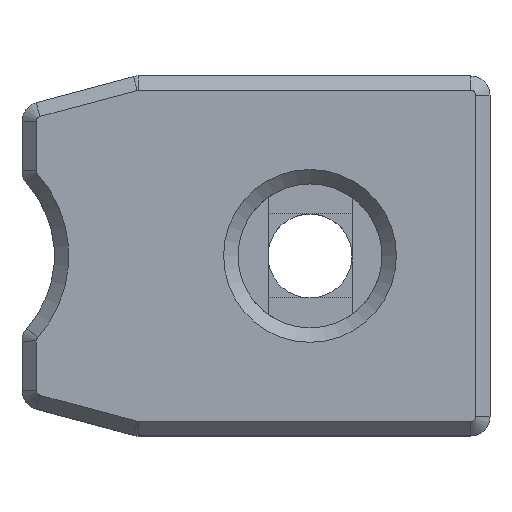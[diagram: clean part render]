
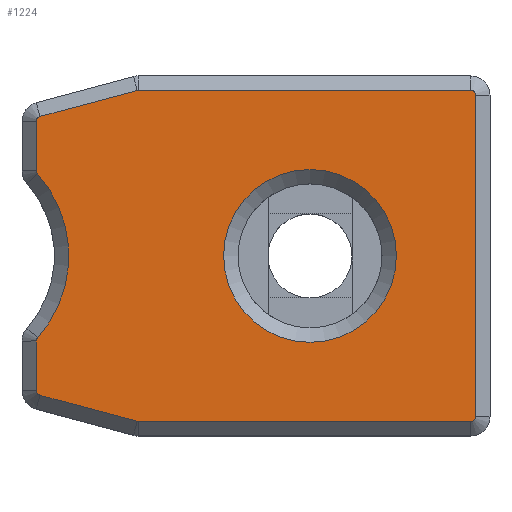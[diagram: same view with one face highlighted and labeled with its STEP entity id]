
A CAD part, top view. The second image highlights one B-rep face of the part: STEP entity #1224.
In plain terms, the highlighted planar face has unit normal (0, 0, 1).
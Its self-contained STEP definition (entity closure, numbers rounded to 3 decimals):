
#40=FACE_BOUND('',#160,.T.);
#45=PLANE('',#1312);
#87=FACE_OUTER_BOUND('',#159,.T.);
#159=EDGE_LOOP('',(#847,#848,#849,#850,#851,#852,#853,#854,#855,#856,#857,
#858,#859,#860,#861,#862));
#160=EDGE_LOOP('',(#863));
#236=LINE('',#1842,#362);
#237=LINE('',#1846,#363);
#238=LINE('',#1850,#364);
#239=LINE('',#1858,#365);
#240=LINE('',#1862,#366);
#241=LINE('',#1866,#367);
#242=LINE('',#1869,#368);
#362=VECTOR('',#1453,10.);
#363=VECTOR('',#1456,10.);
#364=VECTOR('',#1459,10.);
#365=VECTOR('',#1466,10.);
#366=VECTOR('',#1469,10.);
#367=VECTOR('',#1472,10.);
#368=VECTOR('',#1475,10.);
#487=CIRCLE('',#1310,3.6);
#489=CIRCLE('',#1313,0.2);
#490=CIRCLE('',#1314,0.2);
#491=CIRCLE('',#1315,0.2);
#492=CIRCLE('',#1316,0.2);
#493=CIRCLE('',#1317,5.132);
#494=CIRCLE('',#1318,0.2);
#495=CIRCLE('',#1319,0.2);
#496=CIRCLE('',#1320,0.2);
#497=CIRCLE('',#1321,0.2);
#542=VERTEX_POINT('',#1832);
#544=VERTEX_POINT('',#1838);
#545=VERTEX_POINT('',#1839);
#546=VERTEX_POINT('',#1841);
#547=VERTEX_POINT('',#1843);
#548=VERTEX_POINT('',#1845);
#549=VERTEX_POINT('',#1847);
#550=VERTEX_POINT('',#1849);
#551=VERTEX_POINT('',#1851);
#552=VERTEX_POINT('',#1853);
#553=VERTEX_POINT('',#1855);
#554=VERTEX_POINT('',#1857);
#555=VERTEX_POINT('',#1859);
#556=VERTEX_POINT('',#1861);
#557=VERTEX_POINT('',#1863);
#558=VERTEX_POINT('',#1865);
#559=VERTEX_POINT('',#1867);
#658=EDGE_CURVE('',#542,#542,#487,.T.);
#661=EDGE_CURVE('',#544,#545,#489,.T.);
#662=EDGE_CURVE('',#546,#544,#236,.T.);
#663=EDGE_CURVE('',#547,#546,#490,.T.);
#664=EDGE_CURVE('',#548,#547,#237,.T.);
#665=EDGE_CURVE('',#549,#548,#491,.T.);
#666=EDGE_CURVE('',#550,#549,#238,.T.);
#667=EDGE_CURVE('',#551,#550,#492,.T.);
#668=EDGE_CURVE('',#552,#551,#493,.T.);
#669=EDGE_CURVE('',#553,#552,#494,.T.);
#670=EDGE_CURVE('',#554,#553,#239,.T.);
#671=EDGE_CURVE('',#555,#554,#495,.T.);
#672=EDGE_CURVE('',#556,#555,#240,.T.);
#673=EDGE_CURVE('',#557,#556,#496,.T.);
#674=EDGE_CURVE('',#558,#557,#241,.T.);
#675=EDGE_CURVE('',#559,#558,#497,.T.);
#676=EDGE_CURVE('',#545,#559,#242,.T.);
#847=ORIENTED_EDGE('',*,*,#661,.F.);
#848=ORIENTED_EDGE('',*,*,#662,.F.);
#849=ORIENTED_EDGE('',*,*,#663,.F.);
#850=ORIENTED_EDGE('',*,*,#664,.F.);
#851=ORIENTED_EDGE('',*,*,#665,.F.);
#852=ORIENTED_EDGE('',*,*,#666,.F.);
#853=ORIENTED_EDGE('',*,*,#667,.F.);
#854=ORIENTED_EDGE('',*,*,#668,.F.);
#855=ORIENTED_EDGE('',*,*,#669,.F.);
#856=ORIENTED_EDGE('',*,*,#670,.F.);
#857=ORIENTED_EDGE('',*,*,#671,.F.);
#858=ORIENTED_EDGE('',*,*,#672,.F.);
#859=ORIENTED_EDGE('',*,*,#673,.F.);
#860=ORIENTED_EDGE('',*,*,#674,.F.);
#861=ORIENTED_EDGE('',*,*,#675,.F.);
#862=ORIENTED_EDGE('',*,*,#676,.F.);
#863=ORIENTED_EDGE('',*,*,#658,.F.);
#1224=ADVANCED_FACE('',(#87,#40),#45,.T.);
#1310=AXIS2_PLACEMENT_3D('',#1833,#1444,#1445);
#1312=AXIS2_PLACEMENT_3D('',#1837,#1449,#1450);
#1313=AXIS2_PLACEMENT_3D('',#1840,#1451,#1452);
#1314=AXIS2_PLACEMENT_3D('',#1844,#1454,#1455);
#1315=AXIS2_PLACEMENT_3D('',#1848,#1457,#1458);
#1316=AXIS2_PLACEMENT_3D('',#1852,#1460,#1461);
#1317=AXIS2_PLACEMENT_3D('',#1854,#1462,#1463);
#1318=AXIS2_PLACEMENT_3D('',#1856,#1464,#1465);
#1319=AXIS2_PLACEMENT_3D('',#1860,#1467,#1468);
#1320=AXIS2_PLACEMENT_3D('',#1864,#1470,#1471);
#1321=AXIS2_PLACEMENT_3D('',#1868,#1473,#1474);
#1444=DIRECTION('center_axis',(0.,0.,1.));
#1445=DIRECTION('ref_axis',(1.,0.,0.));
#1449=DIRECTION('center_axis',(0.,0.,1.));
#1450=DIRECTION('ref_axis',(1.,0.,0.));
#1451=DIRECTION('center_axis',(0.,0.,-1.));
#1452=DIRECTION('ref_axis',(0.707,0.707,0.));
#1453=DIRECTION('',(1.,0.,0.));
#1454=DIRECTION('center_axis',(0.,0.,-1.));
#1455=DIRECTION('ref_axis',(-0.131,0.991,0.));
#1456=DIRECTION('',(0.966,0.259,0.));
#1457=DIRECTION('center_axis',(0.,0.,-1.));
#1458=DIRECTION('ref_axis',(-0.793,0.609,0.));
#1459=DIRECTION('',(0.,1.,0.));
#1460=DIRECTION('center_axis',(0.,0.,-1.));
#1461=DIRECTION('ref_axis',(-0.935,-0.356,0.));
#1462=DIRECTION('center_axis',(0.,0.,1.));
#1463=DIRECTION('ref_axis',(0.702,-0.712,0.));
#1464=DIRECTION('center_axis',(0.,0.,-1.));
#1465=DIRECTION('ref_axis',(-0.935,0.356,0.));
#1466=DIRECTION('',(0.,1.,0.));
#1467=DIRECTION('center_axis',(0.,0.,-1.));
#1468=DIRECTION('ref_axis',(-0.793,-0.609,0.));
#1469=DIRECTION('',(-0.966,0.259,0.));
#1470=DIRECTION('center_axis',(0.,0.,-1.));
#1471=DIRECTION('ref_axis',(-0.131,-0.991,0.));
#1472=DIRECTION('',(-1.,0.,0.));
#1473=DIRECTION('center_axis',(0.,0.,-1.));
#1474=DIRECTION('ref_axis',(0.707,-0.707,0.));
#1475=DIRECTION('',(0.,-1.,0.));
#1832=CARTESIAN_POINT('',(-3.6,0.,55.));
#1833=CARTESIAN_POINT('Origin',(0.,0.,55.));
#1837=CARTESIAN_POINT('Origin',(-2.25,0.,55.));
#1838=CARTESIAN_POINT('',(6.7,6.9,55.));
#1839=CARTESIAN_POINT('',(6.9,6.7,55.));
#1840=CARTESIAN_POINT('Origin',(6.7,6.7,55.));
#1841=CARTESIAN_POINT('',(-7.145,6.9,55.));
#1842=CARTESIAN_POINT('',(2.5,6.9,55.));
#1843=CARTESIAN_POINT('',(-7.196,6.893,55.));
#1844=CARTESIAN_POINT('Origin',(-7.145,6.7,55.));
#1845=CARTESIAN_POINT('',(-11.252,5.807,55.));
#1846=CARTESIAN_POINT('',(-5.7,7.294,55.));
#1847=CARTESIAN_POINT('',(-11.4,5.613,55.));
#1848=CARTESIAN_POINT('Origin',(-11.2,5.613,55.));
#1849=CARTESIAN_POINT('',(-11.4,3.546,55.));
#1850=CARTESIAN_POINT('',(-11.4,3.114,55.));
#1851=CARTESIAN_POINT('',(-11.349,3.413,55.));
#1852=CARTESIAN_POINT('Origin',(-11.2,3.546,55.));
#1853=CARTESIAN_POINT('',(-11.349,-3.413,55.));
#1854=CARTESIAN_POINT('Origin',(-15.182,0.,
55.));
#1855=CARTESIAN_POINT('',(-11.4,-3.546,55.));
#1856=CARTESIAN_POINT('Origin',(-11.2,-3.546,55.));
#1857=CARTESIAN_POINT('',(-11.4,-5.613,55.));
#1858=CARTESIAN_POINT('',(-11.4,3.114,55.));
#1859=CARTESIAN_POINT('',(-11.252,-5.807,55.));
#1860=CARTESIAN_POINT('Origin',(-11.2,-5.613,55.));
#1861=CARTESIAN_POINT('',(-7.196,-6.893,55.));
#1862=CARTESIAN_POINT('',(-8.075,-6.658,55.));
#1863=CARTESIAN_POINT('',(-7.145,-6.9,55.));
#1864=CARTESIAN_POINT('Origin',(-7.145,-6.7,55.));
#1865=CARTESIAN_POINT('',(6.7,-6.9,55.));
#1866=CARTESIAN_POINT('',(-4.75,-6.9,55.));
#1867=CARTESIAN_POINT('',(6.9,-6.7,55.));
#1868=CARTESIAN_POINT('Origin',(6.7,-6.7,55.));
#1869=CARTESIAN_POINT('',(6.9,-3.625,55.));
